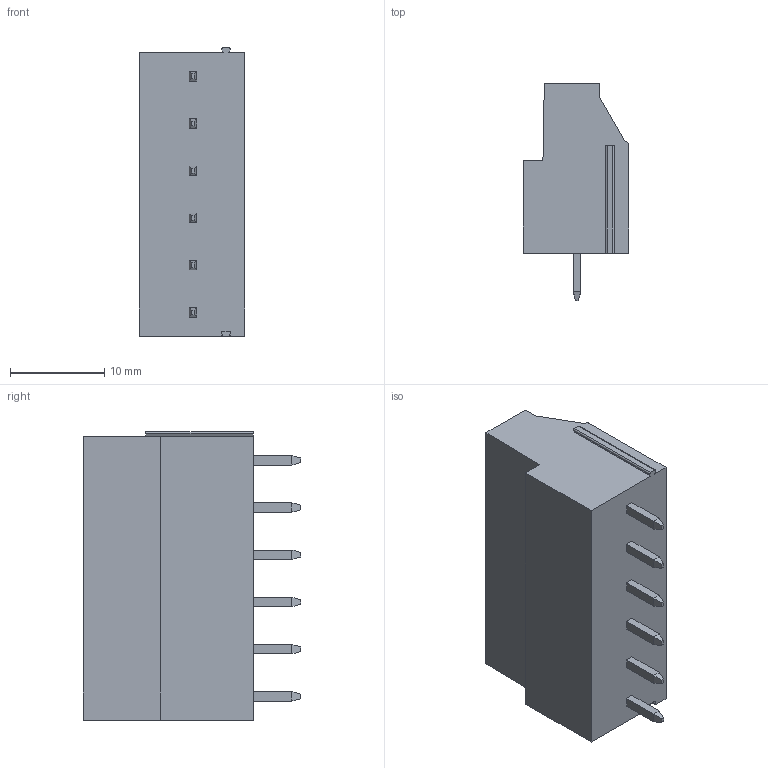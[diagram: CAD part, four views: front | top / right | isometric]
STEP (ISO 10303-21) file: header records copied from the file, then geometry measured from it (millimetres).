
FILE_DESCRIPTION((''),'2;1');
FILE_NAME('PRT0050','2024-10-19T',('yanfa'),(''),'PRO/ENGINEER BY PARAMETRIC TECHNOLOGY CORPORATION, 2009280','PRO/ENGINEER BY PARAMETRIC TECHNOLOGY CORPORATION, 2009280','');
FILE_SCHEMA(('AUTOMOTIVE_DESIGN_CC2 { 1 2 10303 214 -1 1 5 2 }'));
Length unit declared in the file: millimetre
Products named in the file (1): PRT0050
Bounding box: 11.2 x 23 x 30.5 mm (x, y, z)
Volume: 4903.1 mm3; surface area: 2492 mm2
Topology: 1 solids, 1 shells, 241 faces, 591 edges, 370 vertices
Faces by surface type: plane 150, cylinder 55, cone 24, torus 12
Entity records: 7143 total; most frequent: CARTESIAN_POINT 1358, DIRECTION 1195, ORIENTED_EDGE 1182, EDGE_CURVE 591, VECTOR 421, LINE 421, AXIS2_PLACEMENT_3D 387, VERTEX_POINT 370
